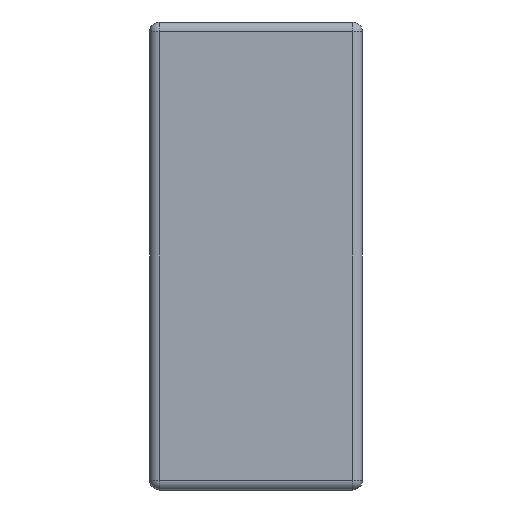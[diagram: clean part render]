
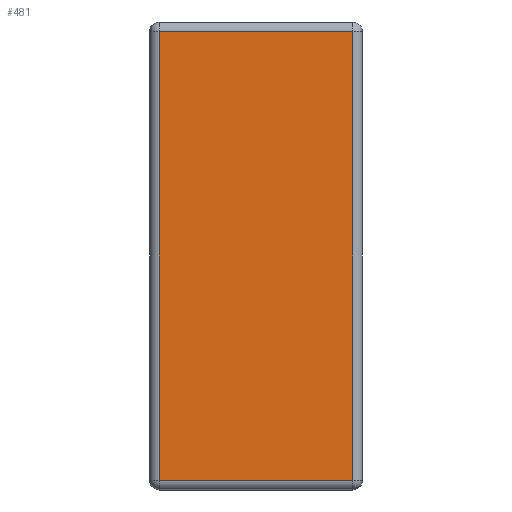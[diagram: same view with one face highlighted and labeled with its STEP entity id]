
A CAD part, left-side view. The second image highlights one B-rep face of the part: STEP entity #481.
In plain terms, the highlighted planar face has unit normal (-1, 0, 0).
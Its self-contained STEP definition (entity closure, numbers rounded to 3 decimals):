
#84 = CARTESIAN_POINT ( 'NONE',  ( 0., 0.954, -2.2 ) ) ;
#237 = LINE ( 'NONE', #2845, #3354 ) ;
#301 = DIRECTION ( 'NONE',  ( 0., -1., 0. ) ) ;
#428 = CARTESIAN_POINT ( 'NONE',  ( 0., 0.954, -0.046 ) ) ;
#481 = ADVANCED_FACE ( 'NONE', ( #2701 ), #4594, .T. ) ;
#483 = CARTESIAN_POINT ( 'NONE',  ( 0., 0.954, -2.154 ) ) ;
#609 = DIRECTION ( 'NONE',  ( -1., 0., 0. ) ) ;
#635 = CARTESIAN_POINT ( 'NONE',  ( 0., 0.046, -0.046 ) ) ;
#1174 = VECTOR ( 'NONE', #2584, 1000. ) ;
#1297 = ORIENTED_EDGE ( 'NONE', *, *, #4570, .T. ) ;
#1391 = VECTOR ( 'NONE', #301, 1000. ) ;
#1487 = LINE ( 'NONE', #4405, #3479 ) ;
#1517 = EDGE_CURVE ( 'NONE', #3376, #4450, #1487, .T. ) ;
#1668 = DIRECTION ( 'NONE',  ( 0., 1., 0. ) ) ;
#2514 = LINE ( 'NONE', #84, #1174 ) ;
#2584 = DIRECTION ( 'NONE',  ( 0., 0., -1. ) ) ;
#2681 = ORIENTED_EDGE ( 'NONE', *, *, #3890, .T. ) ;
#2701 = FACE_OUTER_BOUND ( 'NONE', #4342, .T. ) ;
#2769 = DIRECTION ( 'NONE',  ( 0., 0., 1. ) ) ;
#2845 = CARTESIAN_POINT ( 'NONE',  ( 0., 1., -0.046 ) ) ;
#2920 = DIRECTION ( 'NONE',  ( 0., 0., 1. ) ) ;
#3063 = CARTESIAN_POINT ( 'NONE',  ( 0., 0.046, -2.154 ) ) ;
#3081 = ORIENTED_EDGE ( 'NONE', *, *, #1517, .T. ) ;
#3354 = VECTOR ( 'NONE', #1668, 1000. ) ;
#3376 = VERTEX_POINT ( 'NONE', #3063 ) ;
#3479 = VECTOR ( 'NONE', #2920, 1000. ) ;
#3623 = VERTEX_POINT ( 'NONE', #483 ) ;
#3676 = ORIENTED_EDGE ( 'NONE', *, *, #4448, .T. ) ;
#3858 = CARTESIAN_POINT ( 'NONE',  ( 0., 0., 0. ) ) ;
#3890 = EDGE_CURVE ( 'NONE', #3623, #3376, #4327, .T. ) ;
#4026 = AXIS2_PLACEMENT_3D ( 'NONE', #3858, #609, #2769 ) ;
#4299 = CARTESIAN_POINT ( 'NONE',  ( 0., 0., -2.154 ) ) ;
#4327 = LINE ( 'NONE', #4299, #1391 ) ;
#4342 = EDGE_LOOP ( 'NONE', ( #2681, #3081, #3676, #1297 ) ) ;
#4405 = CARTESIAN_POINT ( 'NONE',  ( 0., 0.046, 0. ) ) ;
#4448 = EDGE_CURVE ( 'NONE', #4450, #4533, #237, .T. ) ;
#4450 = VERTEX_POINT ( 'NONE', #635 ) ;
#4533 = VERTEX_POINT ( 'NONE', #428 ) ;
#4570 = EDGE_CURVE ( 'NONE', #4533, #3623, #2514, .T. ) ;
#4594 = PLANE ( 'NONE',  #4026 ) ;
